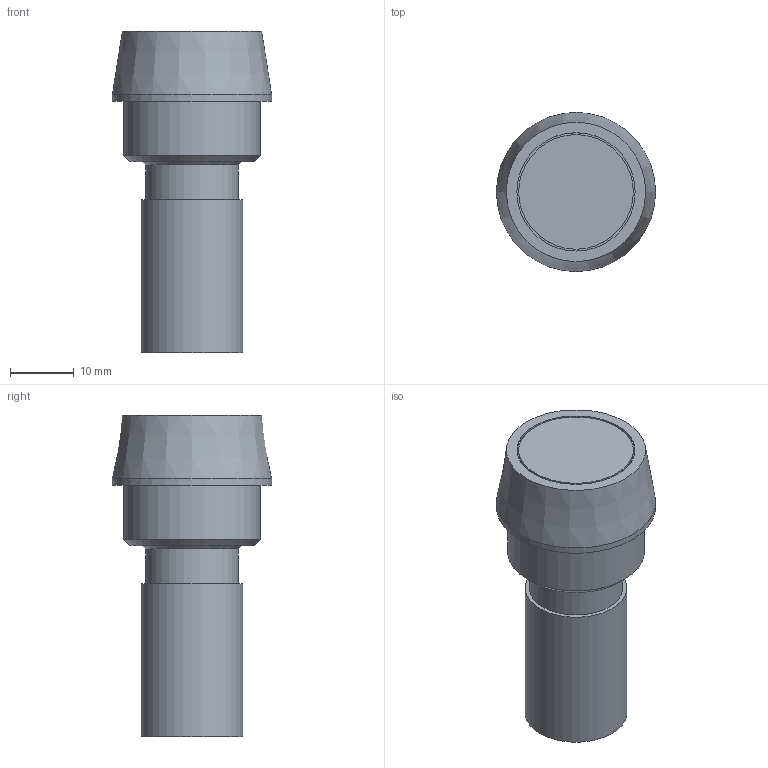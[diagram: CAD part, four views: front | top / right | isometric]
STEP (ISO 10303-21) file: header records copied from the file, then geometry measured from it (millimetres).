
FILE_DESCRIPTION(/* description */ (''),/* implementation_level */ '2;1');
FILE_NAME(/* name */ 'LAKxxV11xxxx.stp',/* time_stamp */ '2025-05-22T14:08:10-05:00',/* author */ ('mroman'),/* organization */ (''),/* preprocessor_version */ 'ST-DEVELOPER v18.1',/* originating_system */ 'Autodesk Inventor 2022',/* authorisation */ '');
FILE_SCHEMA (('AUTOMOTIVE_DESIGN { 1 0 10303 214 3 1 1 }'));
Length unit declared in the file: centimetre
Products named in the file (1): LAKxxV11xxxx
Bounding box: 25 x 25 x 50.5 mm (x, y, z)
Volume: 9235.7 mm3; surface area: 9548.6 mm2
Topology: 3 solids, 13 shells, 354 faces, 904 edges, 596 vertices
Faces by surface type: plane 221, cylinder 67, bspline 54, cone 9, torus 3
Full cylindrical faces by diameter (mm): 3.1 x2, 7 x1, 13 x1, 13.7 x1, 14.5 x2, 14.6 x3, 14.7 x1, 16 x1, 18 x2, 18.3 x1, 18.575 x1, 20 x1, 21 x1, 21.5 x2, 22 x1, 23 x1, 25 x1
Entity records: 11007 total; most frequent: CARTESIAN_POINT 2608, ORIENTED_EDGE 1808, DIRECTION 1542, EDGE_CURVE 904, LINE 614, VECTOR 614, VERTEX_POINT 596, AXIS2_PLACEMENT_3D 464
